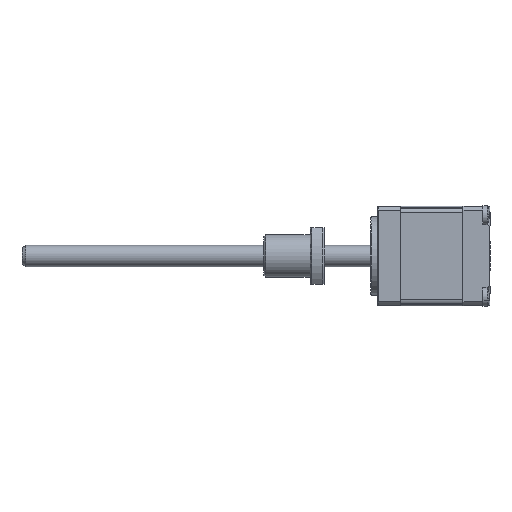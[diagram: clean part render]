
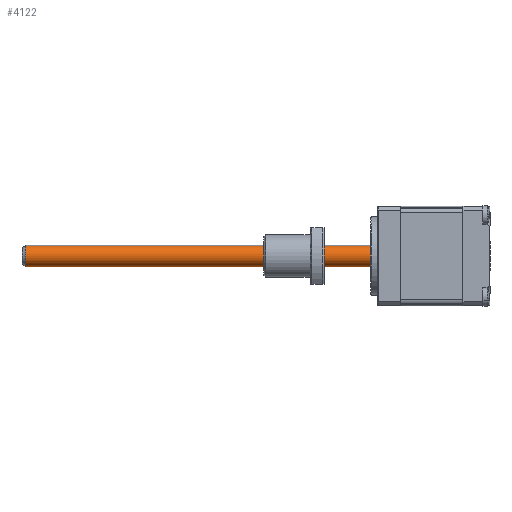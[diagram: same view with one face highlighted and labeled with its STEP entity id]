
A CAD part, left-side view. The second image highlights one B-rep face of the part: STEP entity #4122.
In plain terms, the highlighted cylindrical face has radius 3 mm (diameter 6 mm), a partial arc.
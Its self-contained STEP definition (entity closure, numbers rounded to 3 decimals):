
#358 = DIRECTION ( 'NONE',  ( -0.358, 0., 0.934 ) ) ;
#753 = EDGE_CURVE ( 'NONE', #1642, #10803, #11344, .T. ) ;
#755 = DIRECTION ( 'NONE',  ( 0.358, 0., -0.934 ) ) ;
#757 = DIRECTION ( 'NONE',  ( 0., -1., 0. ) ) ;
#767 = CARTESIAN_POINT ( 'NONE',  ( -2.455, 113.276, 33.6 ) ) ;
#822 = EDGE_CURVE ( 'NONE', #10803, #6584, #3537, .T. ) ;
#1076 = DIRECTION ( 'NONE',  ( 0., -1., 0. ) ) ;
#1642 = VERTEX_POINT ( 'NONE', #2383 ) ;
#1844 = LINE ( 'NONE', #5926, #4527 ) ;
#2383 = CARTESIAN_POINT ( 'NONE',  ( -3.529, 113.276, 36.401 ) ) ;
#2936 = FACE_OUTER_BOUND ( 'NONE', #6124, .T. ) ;
#3073 = CIRCLE ( 'NONE', #11623, 3. ) ;
#3074 = AXIS2_PLACEMENT_3D ( 'NONE', #3943, #1076, #4099 ) ;
#3286 = EDGE_CURVE ( 'NONE', #1642, #11163, #3073, .T. ) ;
#3379 = DIRECTION ( 'NONE',  ( 0., -1., 0. ) ) ;
#3494 = CARTESIAN_POINT ( 'NONE',  ( -3.529, 114.276, 36.401 ) ) ;
#3537 = CIRCLE ( 'NONE', #3074, 3. ) ;
#3806 = CARTESIAN_POINT ( 'NONE',  ( -3.529, 14.276, 36.401 ) ) ;
#3943 = CARTESIAN_POINT ( 'NONE',  ( -2.455, 14.276, 33.6 ) ) ;
#4099 = DIRECTION ( 'NONE',  ( -0.358, 0., 0.934 ) ) ;
#4122 = ADVANCED_FACE ( 'NONE', ( #2936 ), #9619, .T. ) ;
#4527 = VECTOR ( 'NONE', #11373, 1000. ) ;
#5926 = CARTESIAN_POINT ( 'NONE',  ( -1.381, 114.276, 30.799 ) ) ;
#6124 = EDGE_LOOP ( 'NONE', ( #9085, #7296, #6369, #10164 ) ) ;
#6369 = ORIENTED_EDGE ( 'NONE', *, *, #822, .F. ) ;
#6407 = CARTESIAN_POINT ( 'NONE',  ( -1.381, 113.276, 30.799 ) ) ;
#6508 = CARTESIAN_POINT ( 'NONE',  ( -1.381, 14.276, 30.799 ) ) ;
#6584 = VERTEX_POINT ( 'NONE', #6508 ) ;
#6702 = AXIS2_PLACEMENT_3D ( 'NONE', #8521, #8276, #358 ) ;
#7296 = ORIENTED_EDGE ( 'NONE', *, *, #10414, .T. ) ;
#8276 = DIRECTION ( 'NONE',  ( 0., -1., 0. ) ) ;
#8521 = CARTESIAN_POINT ( 'NONE',  ( -2.455, 114.276, 33.6 ) ) ;
#8947 = VECTOR ( 'NONE', #3379, 1000. ) ;
#9085 = ORIENTED_EDGE ( 'NONE', *, *, #3286, .T. ) ;
#9619 = CYLINDRICAL_SURFACE ( 'NONE', #6702, 3. ) ;
#10164 = ORIENTED_EDGE ( 'NONE', *, *, #753, .F. ) ;
#10414 = EDGE_CURVE ( 'NONE', #11163, #6584, #1844, .T. ) ;
#10803 = VERTEX_POINT ( 'NONE', #3806 ) ;
#11163 = VERTEX_POINT ( 'NONE', #6407 ) ;
#11344 = LINE ( 'NONE', #3494, #8947 ) ;
#11373 = DIRECTION ( 'NONE',  ( 0., -1., 0. ) ) ;
#11623 = AXIS2_PLACEMENT_3D ( 'NONE', #767, #757, #755 ) ;
